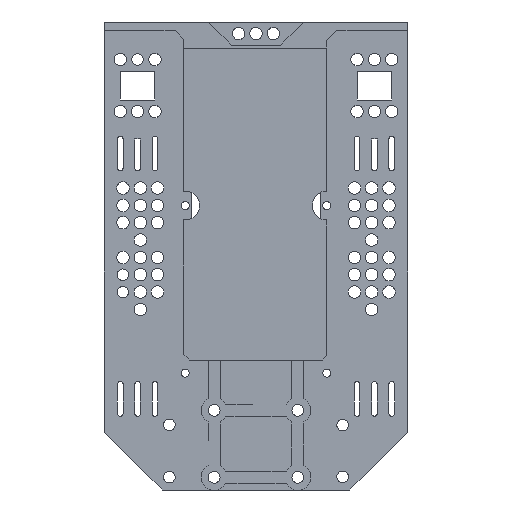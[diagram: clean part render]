
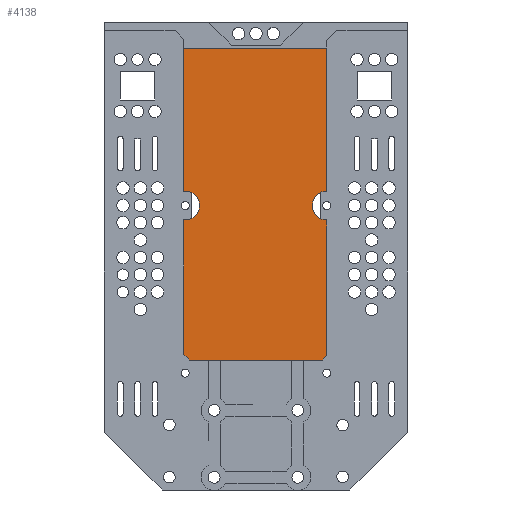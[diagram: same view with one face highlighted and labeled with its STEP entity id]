
A CAD part, front view. The second image highlights one B-rep face of the part: STEP entity #4138.
In plain terms, the highlighted planar face has unit normal (0, -1, 0).
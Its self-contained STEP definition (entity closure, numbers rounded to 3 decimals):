
#397=CIRCLE('',#4372,5.);
#400=CIRCLE('',#4379,5.);
#587=FACE_OUTER_BOUND('',#872,.T.);
#872=EDGE_LOOP('',(#3186,#3187,#3188,#3189,#3190,#3191,#3192,#3193,#3194,
#3195));
#1336=LINE('',#6371,#1686);
#1347=LINE('',#6398,#1697);
#1348=LINE('',#6402,#1698);
#1351=LINE('',#6407,#1701);
#1360=LINE('',#6423,#1710);
#1361=LINE('',#6424,#1711);
#1362=LINE('',#6426,#1712);
#1363=LINE('',#6427,#1713);
#1686=VECTOR('',#5093,10.);
#1697=VECTOR('',#5122,10.);
#1698=VECTOR('',#5125,10.);
#1701=VECTOR('',#5130,10.);
#1710=VECTOR('',#5141,10.);
#1711=VECTOR('',#5142,10.);
#1712=VECTOR('',#5143,10.);
#1713=VECTOR('',#5144,10.);
#1993=VERTEX_POINT('',#6104);
#1994=VERTEX_POINT('',#6106);
#2006=VERTEX_POINT('',#6137);
#2007=VERTEX_POINT('',#6139);
#2111=VERTEX_POINT('',#6369);
#2118=VERTEX_POINT('',#6396);
#2119=VERTEX_POINT('',#6400);
#2120=VERTEX_POINT('',#6401);
#2121=VERTEX_POINT('',#6406);
#2128=VERTEX_POINT('',#6425);
#2415=EDGE_CURVE('',#1994,#1993,#397,.F.);
#2431=EDGE_CURVE('',#2007,#2006,#400,.F.);
#2548=EDGE_CURVE('',#1993,#2111,#1336,.T.);
#2562=EDGE_CURVE('',#2111,#2118,#1347,.T.);
#2563=EDGE_CURVE('',#2119,#2120,#1348,.F.);
#2566=EDGE_CURVE('',#2121,#2120,#1351,.T.);
#2575=EDGE_CURVE('',#2119,#1994,#1360,.T.);
#2576=EDGE_CURVE('',#2118,#2007,#1361,.T.);
#2577=EDGE_CURVE('',#2006,#2128,#1362,.T.);
#2578=EDGE_CURVE('',#2121,#2128,#1363,.F.);
#3186=ORIENTED_EDGE('',*,*,#2563,.F.);
#3187=ORIENTED_EDGE('',*,*,#2575,.T.);
#3188=ORIENTED_EDGE('',*,*,#2415,.T.);
#3189=ORIENTED_EDGE('',*,*,#2548,.T.);
#3190=ORIENTED_EDGE('',*,*,#2562,.T.);
#3191=ORIENTED_EDGE('',*,*,#2576,.T.);
#3192=ORIENTED_EDGE('',*,*,#2431,.T.);
#3193=ORIENTED_EDGE('',*,*,#2577,.T.);
#3194=ORIENTED_EDGE('',*,*,#2578,.F.);
#3195=ORIENTED_EDGE('',*,*,#2566,.T.);
#4031=PLANE('',#4445);
#4138=ADVANCED_FACE('',(#587),#4031,.T.);
#4372=AXIS2_PLACEMENT_3D('',#6107,#4884,#4885);
#4379=AXIS2_PLACEMENT_3D('',#6140,#4911,#4912);
#4445=AXIS2_PLACEMENT_3D('',#6422,#5139,#5140);
#4884=DIRECTION('center_axis',(0.,-1.,0.));
#4885=DIRECTION('ref_axis',(1.,0.,0.));
#4911=DIRECTION('center_axis',(0.,-1.,0.));
#4912=DIRECTION('ref_axis',(1.,0.,0.));
#5093=DIRECTION('',(0.,0.,1.));
#5122=DIRECTION('',(-1.,0.,0.));
#5125=DIRECTION('',(0.707,0.,0.707));
#5130=DIRECTION('',(1.,0.,0.));
#5139=DIRECTION('center_axis',(0.,-1.,0.));
#5140=DIRECTION('ref_axis',(0.,0.,-1.));
#5141=DIRECTION('',(0.,0.,1.));
#5142=DIRECTION('',(0.,0.,-1.));
#5143=DIRECTION('',(0.,0.,-1.));
#5144=DIRECTION('',(0.707,0.,-0.707));
#6104=CARTESIAN_POINT('',(74.5,-21.5,-53.528));
#6106=CARTESIAN_POINT('',(74.5,-21.5,-63.528));
#6107=CARTESIAN_POINT('Origin',(74.494,-21.5,-58.528));
#6137=CARTESIAN_POINT('',(25.,-21.5,-63.499));
#6139=CARTESIAN_POINT('',(25.,-21.5,-53.551));
#6140=CARTESIAN_POINT('Origin',(25.508,-21.5,-58.525));
#6369=CARTESIAN_POINT('',(74.5,-21.5,-4.));
#6371=CARTESIAN_POINT('',(74.5,-21.5,-79.5));
#6396=CARTESIAN_POINT('',(25.,-21.5,-4.));
#6398=CARTESIAN_POINT('',(59.5,-21.5,-4.));
#6400=CARTESIAN_POINT('',(74.5,-21.5,-110.5));
#6401=CARTESIAN_POINT('',(73.,-21.5,-112.));
#6402=CARTESIAN_POINT('',(81.375,-21.5,-103.625));
#6406=CARTESIAN_POINT('',(27.,-21.5,-112.));
#6407=CARTESIAN_POINT('',(35.5,-21.5,-112.));
#6422=CARTESIAN_POINT('Origin',(47.5,-21.5,-55.));
#6423=CARTESIAN_POINT('',(74.5,-21.5,-79.5));
#6424=CARTESIAN_POINT('',(25.,-21.5,-30.5));
#6425=CARTESIAN_POINT('',(25.,-21.5,-110.));
#6426=CARTESIAN_POINT('',(25.,-21.5,-30.5));
#6427=CARTESIAN_POINT('',(17.375,-21.5,-102.375));
